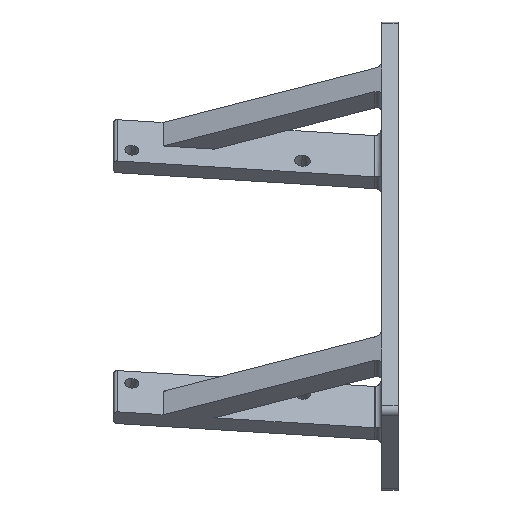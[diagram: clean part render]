
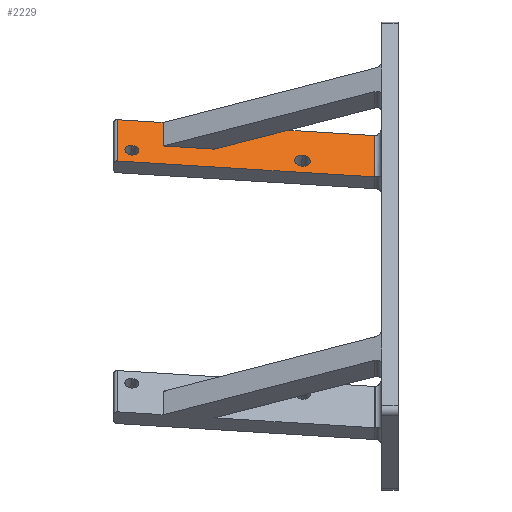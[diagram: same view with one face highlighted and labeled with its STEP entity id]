
A CAD part, left-side view. The second image highlights one B-rep face of the part: STEP entity #2229.
In plain terms, the highlighted planar face has unit normal (-0.704, -0.087, 0.704).
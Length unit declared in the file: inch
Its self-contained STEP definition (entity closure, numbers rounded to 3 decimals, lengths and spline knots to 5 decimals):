
#2 = VECTOR ( 'NONE', #853, 39.37008 ) ;
#3 = VERTEX_POINT ( 'NONE', #601 ) ;
#19 = LINE ( 'NONE', #1963, #812 ) ;
#43 = VERTEX_POINT ( 'NONE', #608 ) ;
#55 = EDGE_CURVE ( 'NONE', #1495, #3, #2290, .T. ) ;
#73 = CIRCLE ( 'NONE', #939, 0.10433 ) ;
#85 = AXIS2_PLACEMENT_3D ( 'NONE', #2089, #2001, #2095 ) ;
#101 = CIRCLE ( 'NONE', #135, 0.10433 ) ;
#114 = VERTEX_POINT ( 'NONE', #217 ) ;
#135 = AXIS2_PLACEMENT_3D ( 'NONE', #469, #533, #2679 ) ;
#170 = VECTOR ( 'NONE', #353, 39.37008 ) ;
#182 = DIRECTION ( 'NONE',  ( 0.707, 0., 0.707 ) ) ;
#190 = CARTESIAN_POINT ( 'NONE',  ( 3.29015, 3.54478, 0.40696 ) ) ;
#217 = CARTESIAN_POINT ( 'NONE',  ( 3.09534, 4.01542, 0.27038 ) ) ;
#328 = EDGE_CURVE ( 'NONE', #833, #43, #2637, .T. ) ;
#330 = VERTEX_POINT ( 'NONE', #583 ) ;
#353 = DIRECTION ( 'NONE',  ( 0.707, 0., 0.707 ) ) ;
#357 = VECTOR ( 'NONE', #1216, 39.37008 ) ;
#361 = EDGE_LOOP ( 'NONE', ( #840, #1342, #2643, #2472, #1068, #1619, #2327, #1697 ) ) ;
#410 = LINE ( 'NONE', #1069, #357 ) ;
#460 = CARTESIAN_POINT ( 'NONE',  ( 3.33829, 2.76664, 0.35882 ) ) ;
#467 = DIRECTION ( 'NONE',  ( -0.062, 0.996, 0.062 ) ) ;
#469 = CARTESIAN_POINT ( 'NONE',  ( 3.16911, 4.01542, 0.34415 ) ) ;
#494 = AXIS2_PLACEMENT_3D ( 'NONE', #1049, #999, #852 ) ;
#529 = LINE ( 'NONE', #460, #2050 ) ;
#533 = DIRECTION ( 'NONE',  ( 0.704, 0.087, -0.704 ) ) ;
#583 = CARTESIAN_POINT ( 'NONE',  ( 3.29015, 3.54478, 0.40696 ) ) ;
#601 = CARTESIAN_POINT ( 'NONE',  ( 3.69184, 2.76664, 0.71238 ) ) ;
#608 = CARTESIAN_POINT ( 'NONE',  ( 2.97895, 4.23182, 0.18076 ) ) ;
#624 = CARTESIAN_POINT ( 'NONE',  ( 6.66311, 4.23182, 3.86493 ) ) ;
#653 = DIRECTION ( 'NONE',  ( 0.707, 0., 0.707 ) ) ;
#661 = LINE ( 'NONE', #2644, #985 ) ;
#736 = VERTEX_POINT ( 'NONE', #2271 ) ;
#737 = CARTESIAN_POINT ( 'NONE',  ( 3.84081, 0.35872, 0.56341 ) ) ;
#760 = LINE ( 'NONE', #190, #170 ) ;
#763 = EDGE_CURVE ( 'NONE', #1287, #871, #2746, .T. ) ;
#773 = CARTESIAN_POINT ( 'NONE',  ( 3.24288, 4.01542, 0.41793 ) ) ;
#794 = CARTESIAN_POINT ( 'NONE',  ( 3.41191, 1.44061, 0.26838 ) ) ;
#797 = CARTESIAN_POINT ( 'NONE',  ( 3.85038, 0.20394, 0.55384 ) ) ;
#807 = EDGE_CURVE ( 'NONE', #1289, #114, #73, .T. ) ;
#812 = VECTOR ( 'NONE', #2199, 39.37008 ) ;
#833 = VERTEX_POINT ( 'NONE', #2474 ) ;
#840 = ORIENTED_EDGE ( 'NONE', *, *, #1720, .F. ) ;
#843 = DIRECTION ( 'NONE',  ( 0.704, 0.087, -0.704 ) ) ;
#852 = DIRECTION ( 'NONE',  ( 0.707, 0., 0.707 ) ) ;
#853 = DIRECTION ( 'NONE',  ( -0.707, 0., -0.707 ) ) ;
#871 = VERTEX_POINT ( 'NONE', #2731 ) ;
#896 = EDGE_CURVE ( 'NONE', #736, #330, #661, .T. ) ;
#939 = AXIS2_PLACEMENT_3D ( 'NONE', #2453, #843, #653 ) ;
#943 = ORIENTED_EDGE ( 'NONE', *, *, #807, .T. ) ;
#985 = VECTOR ( 'NONE', #2587, 39.37008 ) ;
#999 = DIRECTION ( 'NONE',  ( 0.704, 0.087, -0.704 ) ) ;
#1018 = CARTESIAN_POINT ( 'NONE',  ( 3.85038, 0.20394, 0.55384 ) ) ;
#1049 = CARTESIAN_POINT ( 'NONE',  ( 3.3284, 1.44061, 0.18487 ) ) ;
#1068 = ORIENTED_EDGE ( 'NONE', *, *, #896, .T. ) ;
#1069 = CARTESIAN_POINT ( 'NONE',  ( 3.84081, 0.35872, 0.56341 ) ) ;
#1079 = FACE_BOUND ( 'NONE', #1947, .T. ) ;
#1138 = FACE_OUTER_BOUND ( 'NONE', #361, .T. ) ;
#1205 = DIRECTION ( 'NONE',  ( -0.062, 0.996, 0.062 ) ) ;
#1216 = DIRECTION ( 'NONE',  ( 0.707, 0., 0.707 ) ) ;
#1287 = VERTEX_POINT ( 'NONE', #794 ) ;
#1289 = VERTEX_POINT ( 'NONE', #773 ) ;
#1307 = CARTESIAN_POINT ( 'NONE',  ( 3.21855, 0.35872, -0.05884 ) ) ;
#1341 = EDGE_CURVE ( 'NONE', #1590, #1495, #410, .T. ) ;
#1342 = ORIENTED_EDGE ( 'NONE', *, *, #1341, .T. ) ;
#1352 = CIRCLE ( 'NONE', #2394, 0.11811 ) ;
#1362 = CARTESIAN_POINT ( 'NONE',  ( 3.3284, 1.44061, 0.18487 ) ) ;
#1494 = DIRECTION ( 'NONE',  ( 0.704, 0.087, -0.704 ) ) ;
#1495 = VERTEX_POINT ( 'NONE', #737 ) ;
#1519 = DIRECTION ( 'NONE',  ( 0.707, 0., 0.707 ) ) ;
#1590 = VERTEX_POINT ( 'NONE', #1307 ) ;
#1619 = ORIENTED_EDGE ( 'NONE', *, *, #2732, .T. ) ;
#1672 = EDGE_CURVE ( 'NONE', #2417, #833, #2396, .T. ) ;
#1697 = ORIENTED_EDGE ( 'NONE', *, *, #328, .T. ) ;
#1720 = EDGE_CURVE ( 'NONE', #1590, #43, #19, .T. ) ;
#1790 = EDGE_CURVE ( 'NONE', #736, #3, #529, .T. ) ;
#1797 = VECTOR ( 'NONE', #1205, 39.37008 ) ;
#1812 = ORIENTED_EDGE ( 'NONE', *, *, #1860, .T. ) ;
#1820 = VECTOR ( 'NONE', #467, 39.37008 ) ;
#1860 = EDGE_CURVE ( 'NONE', #871, #1287, #1352, .T. ) ;
#1889 = CARTESIAN_POINT ( 'NONE',  ( 3.6437, 3.54478, 0.76052 ) ) ;
#1890 = ORIENTED_EDGE ( 'NONE', *, *, #763, .T. ) ;
#1947 = EDGE_LOOP ( 'NONE', ( #1812, #1890 ) ) ;
#1963 = CARTESIAN_POINT ( 'NONE',  ( 3.22813, 0.20394, -0.06842 ) ) ;
#1981 = EDGE_CURVE ( 'NONE', #114, #1289, #101, .T. ) ;
#2001 = DIRECTION ( 'NONE',  ( -0.704, -0.087, 0.704 ) ) ;
#2050 = VECTOR ( 'NONE', #182, 39.37008 ) ;
#2076 = ORIENTED_EDGE ( 'NONE', *, *, #1981, .T. ) ;
#2084 = PLANE ( 'NONE',  #85 ) ;
#2089 = CARTESIAN_POINT ( 'NONE',  ( 6.91229, 0.20394, 3.61575 ) ) ;
#2095 = DIRECTION ( 'NONE',  ( 0.707, 0., 0.707 ) ) ;
#2154 = EDGE_LOOP ( 'NONE', ( #2076, #943 ) ) ;
#2199 = DIRECTION ( 'NONE',  ( -0.062, 0.996, 0.062 ) ) ;
#2229 = ADVANCED_FACE ( 'NONE', ( #1079, #2719, #1138 ), #2084, .T. ) ;
#2271 = CARTESIAN_POINT ( 'NONE',  ( 3.33829, 2.76664, 0.35882 ) ) ;
#2290 = LINE ( 'NONE', #797, #1820 ) ;
#2327 = ORIENTED_EDGE ( 'NONE', *, *, #1672, .T. ) ;
#2394 = AXIS2_PLACEMENT_3D ( 'NONE', #1362, #1494, #1519 ) ;
#2396 = LINE ( 'NONE', #1018, #1797 ) ;
#2417 = VERTEX_POINT ( 'NONE', #1889 ) ;
#2453 = CARTESIAN_POINT ( 'NONE',  ( 3.16911, 4.01542, 0.34415 ) ) ;
#2472 = ORIENTED_EDGE ( 'NONE', *, *, #1790, .F. ) ;
#2474 = CARTESIAN_POINT ( 'NONE',  ( 3.6012, 4.23182, 0.80302 ) ) ;
#2587 = DIRECTION ( 'NONE',  ( -0.062, 0.996, 0.062 ) ) ;
#2637 = LINE ( 'NONE', #624, #2 ) ;
#2643 = ORIENTED_EDGE ( 'NONE', *, *, #55, .T. ) ;
#2644 = CARTESIAN_POINT ( 'NONE',  ( 3.49683, 0.20394, 0.20029 ) ) ;
#2679 = DIRECTION ( 'NONE',  ( 0.707, 0., 0.707 ) ) ;
#2719 = FACE_BOUND ( 'NONE', #2154, .T. ) ;
#2731 = CARTESIAN_POINT ( 'NONE',  ( 3.24488, 1.44061, 0.10135 ) ) ;
#2732 = EDGE_CURVE ( 'NONE', #330, #2417, #760, .T. ) ;
#2746 = CIRCLE ( 'NONE', #494, 0.11811 ) ;
